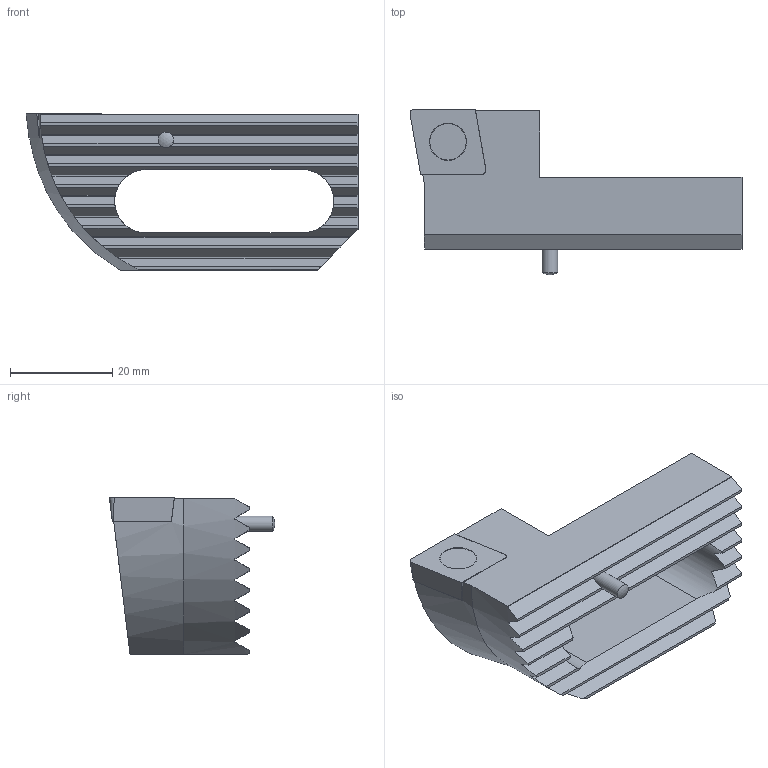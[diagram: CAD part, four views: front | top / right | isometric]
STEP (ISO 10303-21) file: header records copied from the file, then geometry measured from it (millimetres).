
FILE_DESCRIPTION(/* description */ (''),/* implementation_level */ '2;1');
FILE_NAME(/* name */ 'TBH76-97N.stp',/* time_stamp */ '2022-08-10T15:18:57+09:00',/* author */ ('KKK'),/* organization */ (''),/* preprocessor_version */ 'ST-DEVELOPER v18.1',/* originating_system */ 'Autodesk Inventor 2022',/* authorisation */ '');
FILE_SCHEMA (('AUTOMOTIVE_DESIGN { 1 0 10303 214 3 1 1 }'));
Length unit declared in the file: millimetre
Products named in the file (4): TBH76-97N(파생후)(20220719); TBH76-97N(파생후); CCMT060204; IS 2393 - A 3 m6  x 10
Assembly tree (3 placements, depth 2):
  TBH76-97N(파생후)(20220719)
    TBH76-97N(파생후)
    CCMT060204
    IS 2393 - A 3 m6  x 10
Bounding box: 64.8 x 32.28 x 30.6 mm (x, y, z)
Volume: 19561.6 mm3; surface area: 8790.7 mm2
Topology: 3 solids, 3 shells, 90 faces, 247 edges, 163 vertices
Faces by surface type: plane 72, cone 8, cylinder 8, bspline 1, sphere 1
Full cylindrical faces by diameter (mm): 3 x2, 5.5 x2
Entity records: 3070 total; most frequent: CARTESIAN_POINT 531, DIRECTION 526, ORIENTED_EDGE 494, EDGE_CURVE 247, AXIS2_PLACEMENT_3D 188, VERTEX_POINT 163, LINE 150, VECTOR 150
